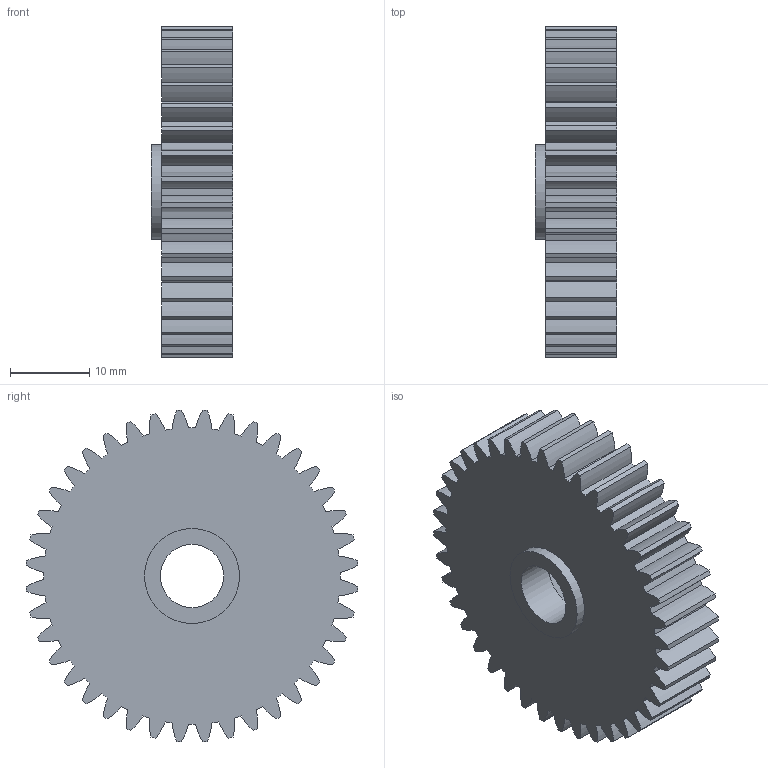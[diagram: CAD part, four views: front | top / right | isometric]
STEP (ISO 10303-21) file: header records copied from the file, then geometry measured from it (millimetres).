
FILE_DESCRIPTION(/* description */ (''),/* implementation_level */ '2;1');
FILE_NAME(/* name */ 'Spur gear 1M 40T Hex - Schwinn mod v1.step',/* time_stamp */ '2021-12-13T09:19:55-05:00',/* author */ (''),/* organization */ (''),/* preprocessor_version */ 'ST-DEVELOPER v18.1',/* originating_system */ 'Autodesk Translation Framework v10.10.0.1391',/* authorisation */ '');
FILE_SCHEMA (('AUTOMOTIVE_DESIGN { 1 0 10303 214 3 1 1 }'));
Length unit declared in the file: millimetre
Products named in the file (1): Spur gear 1M 40T Hex - Schwinn mod
Bounding box: 10.3 x 41.91 x 41.91 mm (x, y, z)
Volume: 10242.9 mm3; surface area: 5053.9 mm2
Topology: 1 solids, 1 shells, 172 faces, 504 edges, 336 vertices
Faces by surface type: cylinder 162, plane 10
Full cylindrical faces by diameter (mm): 8 x1, 12 x1
Entity records: 5956 total; most frequent: DIRECTION 1174, CARTESIAN_POINT 1013, ORIENTED_EDGE 1008, EDGE_CURVE 504, AXIS2_PLACEMENT_3D 497, VERTEX_POINT 336, CIRCLE 324, LINE 180
